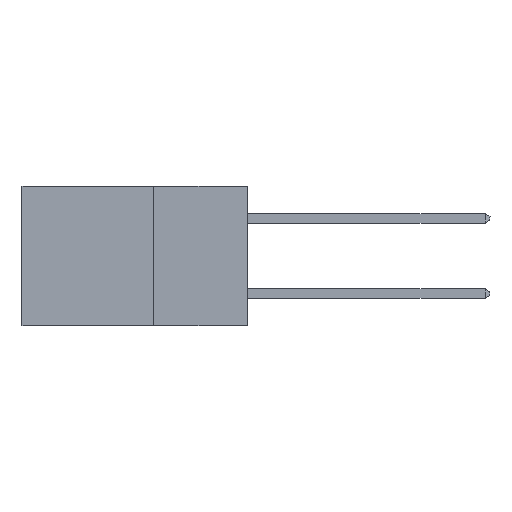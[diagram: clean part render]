
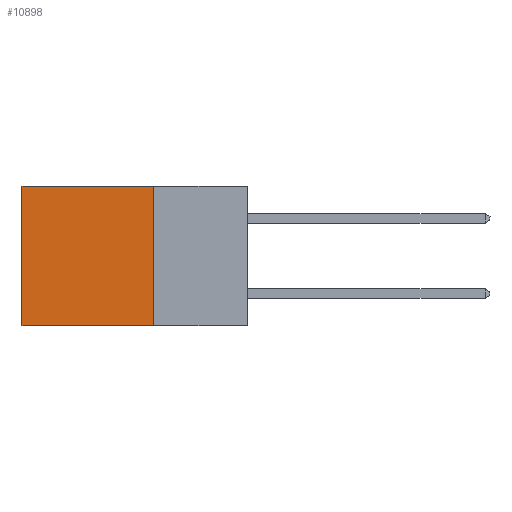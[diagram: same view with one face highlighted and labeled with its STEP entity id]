
A CAD part, left-side view. The second image highlights one B-rep face of the part: STEP entity #10898.
In plain terms, the highlighted planar face has unit normal (-1, 0, 0).
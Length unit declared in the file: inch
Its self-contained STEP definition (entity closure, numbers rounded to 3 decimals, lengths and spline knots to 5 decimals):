
#721 = EDGE_CURVE ( 'NONE', #1311, #5108, #11184, .T. ) ;
#895 = AXIS2_PLACEMENT_3D ( 'NONE', #5065, #10664, #9808 ) ;
#1311 = VERTEX_POINT ( 'NONE', #7827 ) ;
#1481 = DIRECTION ( 'NONE',  ( 0., 1., 0. ) ) ;
#1660 = CARTESIAN_POINT ( 'NONE',  ( 0.2615, 0.6, -0.37 ) ) ;
#2521 = CARTESIAN_POINT ( 'NONE',  ( 0.2615, 0.6, -0.37 ) ) ;
#2979 = VECTOR ( 'NONE', #4534, 39.37008 ) ;
#3099 = DIRECTION ( 'NONE',  ( 0., 0., -1. ) ) ;
#3816 = VECTOR ( 'NONE', #3099, 39.37008 ) ;
#3821 = DIRECTION ( 'NONE',  ( 0., 1., 0. ) ) ;
#4534 = DIRECTION ( 'NONE',  ( 0., 0., -1. ) ) ;
#5065 = CARTESIAN_POINT ( 'NONE',  ( 0.2615, 0.25, -0.37 ) ) ;
#5108 = VERTEX_POINT ( 'NONE', #2521 ) ;
#5540 = CARTESIAN_POINT ( 'NONE',  ( 0.2615, 0.25, 0. ) ) ;
#5943 = ORIENTED_EDGE ( 'NONE', *, *, #7774, .F. ) ;
#6453 = EDGE_CURVE ( 'NONE', #6503, #1311, #8433, .T. ) ;
#6467 = CARTESIAN_POINT ( 'NONE',  ( 0.2615, 0.25, 0. ) ) ;
#6503 = VERTEX_POINT ( 'NONE', #5540 ) ;
#6580 = PLANE ( 'NONE',  #895 ) ;
#6826 = EDGE_LOOP ( 'NONE', ( #11634, #5943, #10179, #9388 ) ) ;
#7210 = CARTESIAN_POINT ( 'NONE',  ( 0.2615, 0.25, -0.37 ) ) ;
#7270 = LINE ( 'NONE', #7210, #10835 ) ;
#7492 = FACE_OUTER_BOUND ( 'NONE', #6826, .T. ) ;
#7774 = EDGE_CURVE ( 'NONE', #9301, #5108, #7270, .T. ) ;
#7827 = CARTESIAN_POINT ( 'NONE',  ( 0.2615, 0.6, 0. ) ) ;
#8433 = LINE ( 'NONE', #6467, #11609 ) ;
#9301 = VERTEX_POINT ( 'NONE', #11923 ) ;
#9388 = ORIENTED_EDGE ( 'NONE', *, *, #6453, .T. ) ;
#9612 = EDGE_CURVE ( 'NONE', #6503, #9301, #10546, .T. ) ;
#9808 = DIRECTION ( 'NONE',  ( 0., 0., -1. ) ) ;
#10179 = ORIENTED_EDGE ( 'NONE', *, *, #9612, .F. ) ;
#10546 = LINE ( 'NONE', #11529, #3816 ) ;
#10664 = DIRECTION ( 'NONE',  ( 1., 0., 0. ) ) ;
#10835 = VECTOR ( 'NONE', #1481, 39.37008 ) ;
#10898 = ADVANCED_FACE ( 'NONE', ( #7492 ), #6580, .F. ) ;
#11184 = LINE ( 'NONE', #1660, #2979 ) ;
#11529 = CARTESIAN_POINT ( 'NONE',  ( 0.2615, 0.25, -0.37 ) ) ;
#11609 = VECTOR ( 'NONE', #3821, 39.37008 ) ;
#11634 = ORIENTED_EDGE ( 'NONE', *, *, #721, .T. ) ;
#11923 = CARTESIAN_POINT ( 'NONE',  ( 0.2615, 0.25, -0.37 ) ) ;
